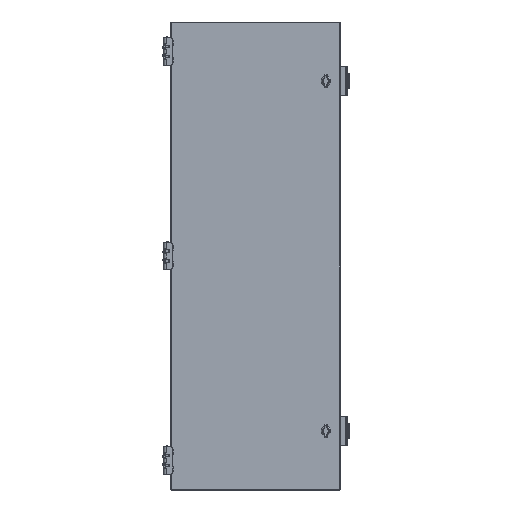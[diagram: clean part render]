
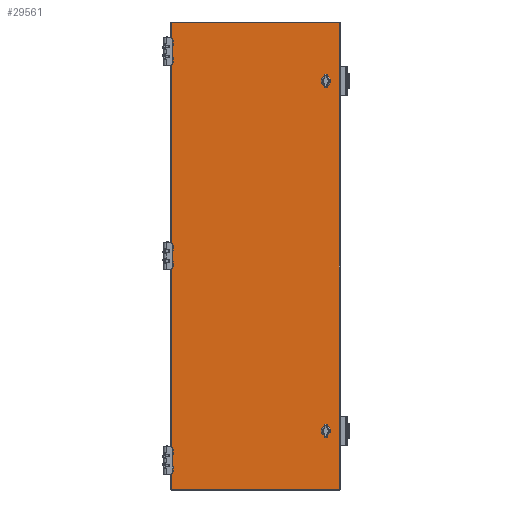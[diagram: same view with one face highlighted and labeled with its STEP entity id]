
A CAD part, top view. The second image highlights one B-rep face of the part: STEP entity #29561.
In plain terms, the highlighted planar face has unit normal (0, 0, 1).
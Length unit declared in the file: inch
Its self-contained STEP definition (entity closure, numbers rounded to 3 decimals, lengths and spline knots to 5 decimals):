
#4580 = CARTESIAN_POINT ( 'NONE',  ( 0., 27.65, 0.828 ) ) ;
#5392 = VECTOR ( 'NONE', #68750, 39.37008 ) ;
#5802 = CARTESIAN_POINT ( 'NONE',  ( 0., -27.65, 0.828 ) ) ;
#5915 = LINE ( 'NONE', #34946, #22560 ) ;
#6927 = ORIENTED_EDGE ( 'NONE', *, *, #42720, .T. ) ;
#9167 = EDGE_CURVE ( 'NONE', #66962, #66900, #11392, .T. ) ;
#10902 = DIRECTION ( 'NONE',  ( -1., 0., 0. ) ) ;
#11392 = LINE ( 'NONE', #5802, #5392 ) ;
#12498 = PLANE ( 'NONE',  #63630 ) ;
#14953 = VERTEX_POINT ( 'NONE', #18266 ) ;
#16745 = CARTESIAN_POINT ( 'NONE',  ( 9.9625, -27.65, 0.828 ) ) ;
#18266 = CARTESIAN_POINT ( 'NONE',  ( 9.9625, 27.65, 0.828 ) ) ;
#19942 = CARTESIAN_POINT ( 'NONE',  ( 9.9625, 0., 0.828 ) ) ;
#22560 = VECTOR ( 'NONE', #46847, 39.37008 ) ;
#28260 = ORIENTED_EDGE ( 'NONE', *, *, #61409, .T. ) ;
#29561 = ADVANCED_FACE ( 'NONE', ( #50879 ), #12498, .T. ) ;
#33068 = VECTOR ( 'NONE', #10902, 39.37008 ) ;
#34946 = CARTESIAN_POINT ( 'NONE',  ( -9.9625, 0., 0.828 ) ) ;
#36735 = DIRECTION ( 'NONE',  ( 0., 1., 0. ) ) ;
#40053 = EDGE_LOOP ( 'NONE', ( #28260, #6927, #64776, #54997 ) ) ;
#41588 = LINE ( 'NONE', #19942, #54087 ) ;
#42632 = CARTESIAN_POINT ( 'NONE',  ( -9.9625, 27.65, 0.828 ) ) ;
#42720 = EDGE_CURVE ( 'NONE', #14953, #72530, #72396, .T. ) ;
#46847 = DIRECTION ( 'NONE',  ( 0., -1., 0. ) ) ;
#47054 = EDGE_CURVE ( 'NONE', #72530, #66962, #5915, .T. ) ;
#50649 = CARTESIAN_POINT ( 'NONE',  ( -9.9625, -27.65, 0.828 ) ) ;
#50879 = FACE_OUTER_BOUND ( 'NONE', #40053, .T. ) ;
#51990 = CARTESIAN_POINT ( 'NONE',  ( 0., 0., 0.828 ) ) ;
#54087 = VECTOR ( 'NONE', #36735, 39.37008 ) ;
#54997 = ORIENTED_EDGE ( 'NONE', *, *, #9167, .T. ) ;
#61409 = EDGE_CURVE ( 'NONE', #66900, #14953, #41588, .T. ) ;
#62436 = DIRECTION ( 'NONE',  ( 1., 0., 0. ) ) ;
#63531 = DIRECTION ( 'NONE',  ( 0., 0., 1. ) ) ;
#63630 = AXIS2_PLACEMENT_3D ( 'NONE', #51990, #63531, #62436 ) ;
#64776 = ORIENTED_EDGE ( 'NONE', *, *, #47054, .T. ) ;
#66900 = VERTEX_POINT ( 'NONE', #16745 ) ;
#66962 = VERTEX_POINT ( 'NONE', #50649 ) ;
#68750 = DIRECTION ( 'NONE',  ( 1., 0., 0. ) ) ;
#72396 = LINE ( 'NONE', #4580, #33068 ) ;
#72530 = VERTEX_POINT ( 'NONE', #42632 ) ;
